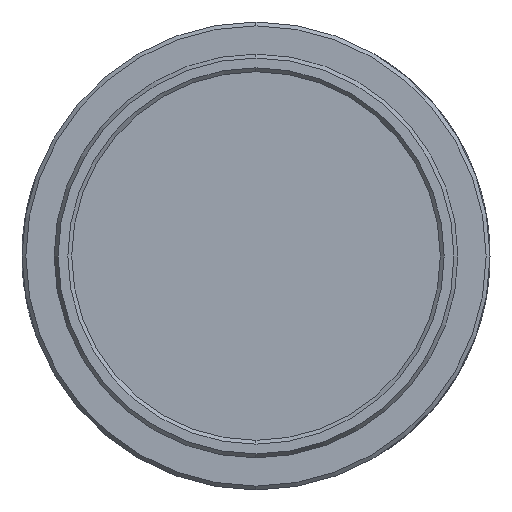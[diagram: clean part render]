
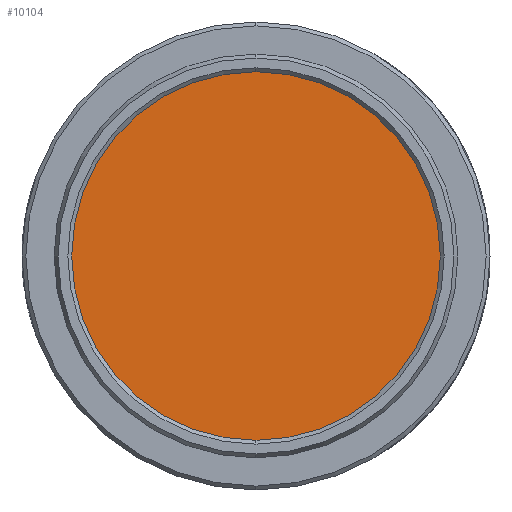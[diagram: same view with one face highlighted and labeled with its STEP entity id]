
A CAD part, left-side view. The second image highlights one B-rep face of the part: STEP entity #10104.
In plain terms, the highlighted planar face has unit normal (-1, 0, 0).
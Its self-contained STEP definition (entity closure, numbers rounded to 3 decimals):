
#271 = DIRECTION ( 'NONE',  ( 1., 0., 0. ) ) ;
#2551 = EDGE_LOOP ( 'NONE', ( #6168, #14949 ) ) ;
#2835 = DIRECTION ( 'NONE',  ( 0., 0., -1. ) ) ;
#2859 = CIRCLE ( 'NONE', #12745, 12.559 ) ;
#5120 = DIRECTION ( 'NONE',  ( 1., 0., 0. ) ) ;
#5143 = CARTESIAN_POINT ( 'NONE',  ( -1.905, 0., 12.559 ) ) ;
#6168 = ORIENTED_EDGE ( 'NONE', *, *, #7142, .F. ) ;
#6412 = PLANE ( 'NONE',  #7994 ) ;
#7142 = EDGE_CURVE ( 'NONE', #13943, #10065, #9301, .T. ) ;
#7163 = EDGE_CURVE ( 'NONE', #10065, #13943, #2859, .T. ) ;
#7482 = CARTESIAN_POINT ( 'NONE',  ( -1.905, 0., 0. ) ) ;
#7714 = CARTESIAN_POINT ( 'NONE',  ( -1.905, 0., -12.559 ) ) ;
#7994 = AXIS2_PLACEMENT_3D ( 'NONE', #11211, #10044, #2835 ) ;
#8695 = DIRECTION ( 'NONE',  ( 0., 0., -1. ) ) ;
#9301 = CIRCLE ( 'NONE', #10294, 12.559 ) ;
#10044 = DIRECTION ( 'NONE',  ( 1., 0., 0. ) ) ;
#10065 = VERTEX_POINT ( 'NONE', #5143 ) ;
#10104 = ADVANCED_FACE ( 'NONE', ( #12264 ), #6412, .F. ) ;
#10294 = AXIS2_PLACEMENT_3D ( 'NONE', #7482, #271, #8695 ) ;
#11211 = CARTESIAN_POINT ( 'NONE',  ( -1.905, 0., 0. ) ) ;
#12264 = FACE_OUTER_BOUND ( 'NONE', #2551, .T. ) ;
#12363 = CARTESIAN_POINT ( 'NONE',  ( -1.905, 0., 0. ) ) ;
#12745 = AXIS2_PLACEMENT_3D ( 'NONE', #12363, #5120, #13572 ) ;
#13572 = DIRECTION ( 'NONE',  ( 0., 0., -1. ) ) ;
#13943 = VERTEX_POINT ( 'NONE', #7714 ) ;
#14949 = ORIENTED_EDGE ( 'NONE', *, *, #7163, .F. ) ;
